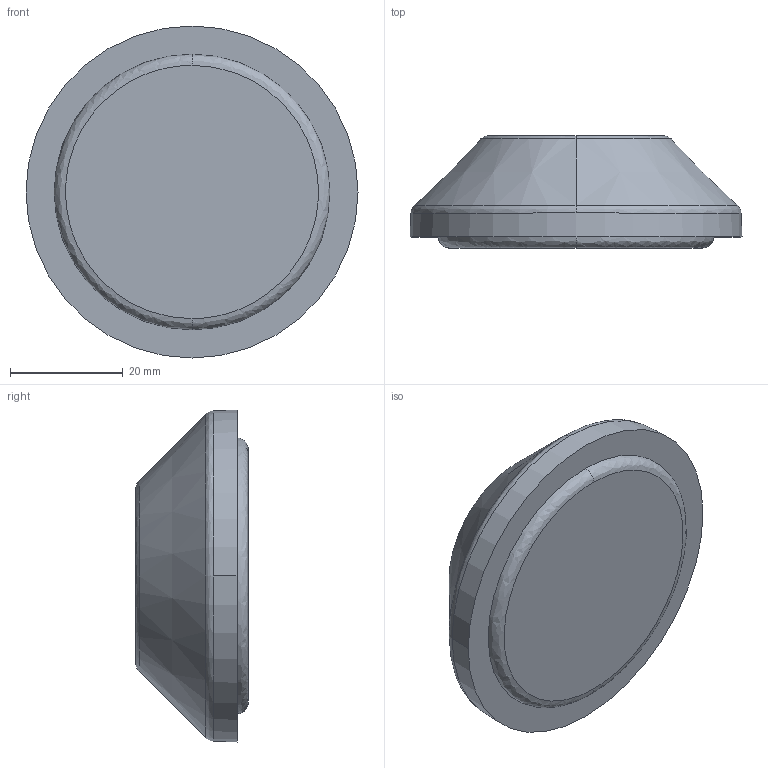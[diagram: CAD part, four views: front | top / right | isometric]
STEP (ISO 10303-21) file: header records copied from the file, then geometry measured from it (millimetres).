
FILE_DESCRIPTION (( 'STEP AP214' ), '1' );
FILE_NAME ('7410805', '2019-02-01T14:32:08', ( '' ), ('JUGARD+KÜNSTNER GmbH'), 'SwSTEP 2.0', 'SolidWorks 2017', '' );
FILE_SCHEMA (( 'AUTOMOTIVE_DESIGN' ));
Length unit declared in the file: millimetre
Products named in the file (1): 7410805_CNAJF00
Bounding box: 59 x 20 x 59 mm (x, y, z)
Volume: 39062.7 mm3; surface area: 7283.7 mm2
Topology: 1 solids, 1 shells, 13 faces, 26 edges, 16 vertices
Faces by surface type: bspline 6, cone 4, plane 3
Entity records: 446 total; most frequent: CARTESIAN_POINT 158, DIRECTION 56, ORIENTED_EDGE 52, EDGE_CURVE 26, AXIS2_PLACEMENT_3D 26, CIRCLE 18, VERTEX_POINT 16, EDGE_LOOP 14
